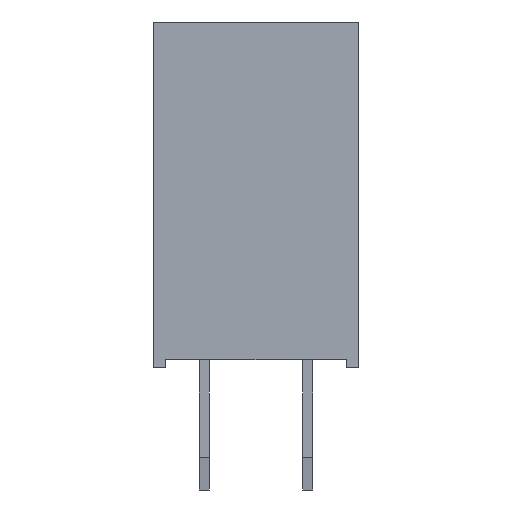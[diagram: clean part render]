
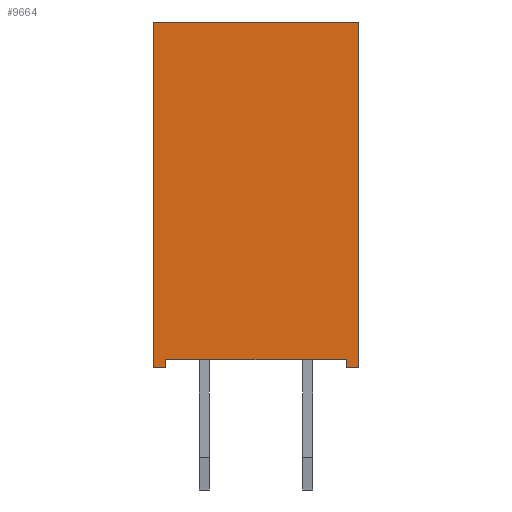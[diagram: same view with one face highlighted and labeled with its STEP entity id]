
A CAD part, left-side view. The second image highlights one B-rep face of the part: STEP entity #9664.
In plain terms, the highlighted planar face has unit normal (-1, 0, 0).
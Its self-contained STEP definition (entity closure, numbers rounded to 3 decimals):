
#742=FACE_OUTER_BOUND('',#1266,.T.);
#1266=EDGE_LOOP('',(#7175,#7176,#7177,#7178,#7179,#7180,#7181,#7182));
#1952=LINE('',#14349,#3110);
#1955=LINE('',#14354,#3113);
#1957=LINE('',#14358,#3115);
#1967=LINE('',#14378,#3125);
#1998=LINE('',#14440,#3156);
#2008=LINE('',#14459,#3166);
#2009=LINE('',#14461,#3167);
#2010=LINE('',#14462,#3168);
#3110=VECTOR('',#11592,0.3);
#3113=VECTOR('',#11597,8.5);
#3115=VECTOR('',#11601,5.04);
#3125=VECTOR('',#11613,8.5);
#3156=VECTOR('',#11668,4.44);
#3166=VECTOR('',#11690,0.3);
#3167=VECTOR('',#11693,0.2);
#3168=VECTOR('',#11694,0.2);
#4214=VERTEX_POINT('',#14346);
#4215=VERTEX_POINT('',#14348);
#4216=VERTEX_POINT('',#14352);
#4217=VERTEX_POINT('',#14356);
#4226=VERTEX_POINT('',#14376);
#4244=VERTEX_POINT('',#14437);
#4245=VERTEX_POINT('',#14439);
#4248=VERTEX_POINT('',#14457);
#5256=EDGE_CURVE('',#4215,#4214,#1952,.T.);
#5259=EDGE_CURVE('',#4214,#4216,#1955,.T.);
#5261=EDGE_CURVE('',#4216,#4217,#1957,.T.);
#5271=EDGE_CURVE('',#4217,#4226,#1967,.T.);
#5302=EDGE_CURVE('',#4245,#4244,#1998,.T.);
#5312=EDGE_CURVE('',#4226,#4248,#2008,.T.);
#5313=EDGE_CURVE('',#4248,#4245,#2009,.T.);
#5314=EDGE_CURVE('',#4244,#4215,#2010,.T.);
#7175=ORIENTED_EDGE('',*,*,#5259,.T.);
#7176=ORIENTED_EDGE('',*,*,#5261,.T.);
#7177=ORIENTED_EDGE('',*,*,#5271,.T.);
#7178=ORIENTED_EDGE('',*,*,#5312,.T.);
#7179=ORIENTED_EDGE('',*,*,#5313,.T.);
#7180=ORIENTED_EDGE('',*,*,#5302,.T.);
#7181=ORIENTED_EDGE('',*,*,#5314,.T.);
#7182=ORIENTED_EDGE('',*,*,#5256,.T.);
#9236=PLANE('',#10285);
#9664=ADVANCED_FACE('',(#742),#9236,.T.);
#10285=AXIS2_PLACEMENT_3D('',#14460,#11691,#11692);
#11592=DIRECTION('',(0.,0.,1.));
#11597=DIRECTION('',(0.,1.,0.));
#11601=DIRECTION('',(0.,0.,-1.));
#11613=DIRECTION('',(0.,-1.,0.));
#11668=DIRECTION('',(0.,0.,1.));
#11690=DIRECTION('',(0.,0.,1.));
#11691=DIRECTION('center_axis',(-1.,0.,0.));
#11692=DIRECTION('ref_axis',(0.,0.,1.));
#11693=DIRECTION('',(0.,1.,0.));
#11694=DIRECTION('',(0.,-1.,0.));
#14346=CARTESIAN_POINT('',(-1.47,-8.5,2.52));
#14348=CARTESIAN_POINT('',(-1.47,-8.5,2.22));
#14349=CARTESIAN_POINT('',(-1.47,-8.5,2.22));
#14352=CARTESIAN_POINT('',(-1.47,0.,2.52));
#14354=CARTESIAN_POINT('',(-1.47,-8.5,2.52));
#14356=CARTESIAN_POINT('',(-1.47,0.,-2.52));
#14358=CARTESIAN_POINT('',(-1.47,0.,2.52));
#14376=CARTESIAN_POINT('',(-1.47,-8.5,-2.52));
#14378=CARTESIAN_POINT('',(-1.47,0.,-2.52));
#14437=CARTESIAN_POINT('',(-1.47,-8.3,2.22));
#14439=CARTESIAN_POINT('',(-1.47,-8.3,-2.22));
#14440=CARTESIAN_POINT('',(-1.47,-8.3,-2.22));
#14457=CARTESIAN_POINT('',(-1.47,-8.5,-2.22));
#14459=CARTESIAN_POINT('',(-1.47,-8.5,-2.52));
#14460=CARTESIAN_POINT('Origin',(-1.47,0.,0.));
#14461=CARTESIAN_POINT('',(-1.47,-8.5,-2.22));
#14462=CARTESIAN_POINT('',(-1.47,-8.3,2.22));
